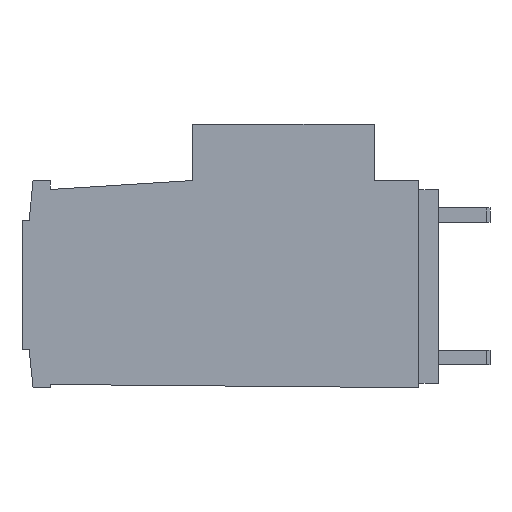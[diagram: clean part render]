
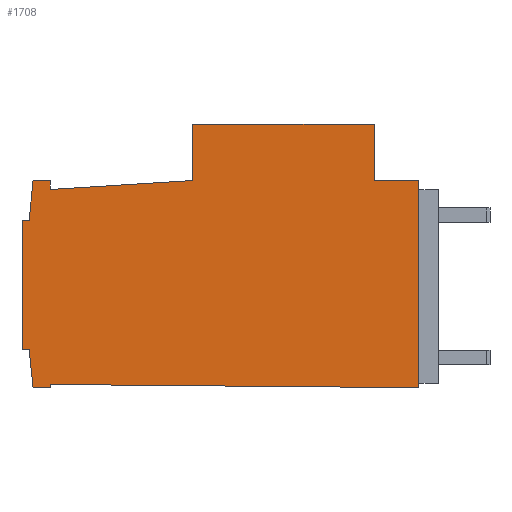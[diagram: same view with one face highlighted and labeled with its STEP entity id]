
A CAD part, left-side view. The second image highlights one B-rep face of the part: STEP entity #1708.
In plain terms, the highlighted planar face has unit normal (-1, 0, 0).
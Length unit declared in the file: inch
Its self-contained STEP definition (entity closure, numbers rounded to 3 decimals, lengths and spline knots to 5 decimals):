
#1=DIRECTION('',(0.,0.,-1.));
#2=VECTOR('',#1,0.582);
#3=CARTESIAN_POINT('',(-0.43,0.055,0.2935));
#4=LINE('',#3,#2);
#5=DIRECTION('',(0.,1.,0.009));
#6=VECTOR('',#5,1.03504);
#7=CARTESIAN_POINT('',(-0.43,0.055,-0.2885));
#8=LINE('',#7,#6);
#9=DIRECTION('',(0.,0.,-1.));
#10=VECTOR('',#9,0.009);
#11=CARTESIAN_POINT('',(-0.43,1.09,-0.2795));
#12=LINE('',#11,#10);
#13=DIRECTION('',(0.,1.,0.));
#14=VECTOR('',#13,0.049);
#15=CARTESIAN_POINT('',(-0.43,1.09,-0.2885));
#16=LINE('',#15,#14);
#17=DIRECTION('',(0.,0.102,0.995));
#18=VECTOR('',#17,0.10756);
#19=CARTESIAN_POINT('',(-0.43,1.139,-0.2885));
#20=LINE('',#19,#18);
#21=DIRECTION('',(0.,1.,0.));
#22=VECTOR('',#21,0.02);
#23=CARTESIAN_POINT('',(-0.43,1.15,-0.1815));
#24=LINE('',#23,#22);
#25=DIRECTION('',(0.,0.,1.));
#26=VECTOR('',#25,0.363);
#27=CARTESIAN_POINT('',(-0.43,1.17,-0.1815));
#28=LINE('',#27,#26);
#29=DIRECTION('',(0.,-1.,0.));
#30=VECTOR('',#29,0.02);
#31=CARTESIAN_POINT('',(-0.43,1.17,0.1815));
#32=LINE('',#31,#30);
#33=DIRECTION('',(0.,-0.098,0.995));
#34=VECTOR('',#33,0.11254);
#35=CARTESIAN_POINT('',(-0.43,1.15,0.1815));
#36=LINE('',#35,#34);
#37=DIRECTION('',(0.,-1.,0.));
#38=VECTOR('',#37,0.049);
#39=CARTESIAN_POINT('',(-0.43,1.139,0.2935));
#40=LINE('',#39,#38);
#41=DIRECTION('',(0.,0.,-1.));
#42=VECTOR('',#41,0.025);
#43=CARTESIAN_POINT('',(-0.43,1.09,0.2935));
#44=LINE('',#43,#42);
#45=DIRECTION('',(0.,-0.998,0.063));
#46=VECTOR('',#45,0.39978);
#47=CARTESIAN_POINT('',(-0.43,1.09,0.2685));
#48=LINE('',#47,#46);
#49=DIRECTION('',(0.,0.,1.));
#50=VECTOR('',#49,0.158);
#51=CARTESIAN_POINT('',(-0.43,0.691,0.2935));
#52=LINE('',#51,#50);
#53=DIRECTION('',(0.,-1.,0.));
#54=VECTOR('',#53,0.511);
#55=CARTESIAN_POINT('',(-0.43,0.691,0.4515));
#56=LINE('',#55,#54);
#57=DIRECTION('',(0.,0.,-1.));
#58=VECTOR('',#57,0.158);
#59=CARTESIAN_POINT('',(-0.43,0.18,0.4515));
#60=LINE('',#59,#58);
#61=DIRECTION('',(0.,-1.,0.));
#62=VECTOR('',#61,0.125);
#63=CARTESIAN_POINT('',(-0.43,0.18,0.2935));
#64=LINE('',#63,#62);
#1269=CARTESIAN_POINT('',(-0.43,0.055,0.2935));
#1270=CARTESIAN_POINT('',(-0.43,0.055,-0.2885));
#1271=VERTEX_POINT('',#1269);
#1272=VERTEX_POINT('',#1270);
#1273=CARTESIAN_POINT('',(-0.43,1.09,-0.2795));
#1274=VERTEX_POINT('',#1273);
#1275=CARTESIAN_POINT('',(-0.43,1.09,-0.2885));
#1276=VERTEX_POINT('',#1275);
#1277=CARTESIAN_POINT('',(-0.43,1.139,-0.2885));
#1278=VERTEX_POINT('',#1277);
#1279=CARTESIAN_POINT('',(-0.43,1.15,-0.1815));
#1280=VERTEX_POINT('',#1279);
#1281=CARTESIAN_POINT('',(-0.43,1.17,-0.1815));
#1282=VERTEX_POINT('',#1281);
#1283=CARTESIAN_POINT('',(-0.43,1.17,0.1815));
#1284=VERTEX_POINT('',#1283);
#1285=CARTESIAN_POINT('',(-0.43,1.15,0.1815));
#1286=VERTEX_POINT('',#1285);
#1287=CARTESIAN_POINT('',(-0.43,1.139,0.2935));
#1288=VERTEX_POINT('',#1287);
#1289=CARTESIAN_POINT('',(-0.43,1.09,0.2935));
#1290=VERTEX_POINT('',#1289);
#1291=CARTESIAN_POINT('',(-0.43,1.09,0.2685));
#1292=VERTEX_POINT('',#1291);
#1293=CARTESIAN_POINT('',(-0.43,0.691,0.2935));
#1294=VERTEX_POINT('',#1293);
#1295=CARTESIAN_POINT('',(-0.43,0.691,0.4515));
#1296=VERTEX_POINT('',#1295);
#1297=CARTESIAN_POINT('',(-0.43,0.18,0.4515));
#1298=VERTEX_POINT('',#1297);
#1299=CARTESIAN_POINT('',(-0.43,0.18,0.2935));
#1300=VERTEX_POINT('',#1299);
#1669=CARTESIAN_POINT('',(-0.43,0.,0.));
#1670=DIRECTION('',(1.,0.,0.));
#1671=DIRECTION('',(0.,0.,-1.));
#1672=AXIS2_PLACEMENT_3D('',#1669,#1670,#1671);
#1673=PLANE('',#1672);
#1675=ORIENTED_EDGE('',*,*,#1674,.T.);
#1677=ORIENTED_EDGE('',*,*,#1676,.T.);
#1679=ORIENTED_EDGE('',*,*,#1678,.T.);
#1681=ORIENTED_EDGE('',*,*,#1680,.T.);
#1683=ORIENTED_EDGE('',*,*,#1682,.T.);
#1685=ORIENTED_EDGE('',*,*,#1684,.T.);
#1687=ORIENTED_EDGE('',*,*,#1686,.T.);
#1689=ORIENTED_EDGE('',*,*,#1688,.T.);
#1691=ORIENTED_EDGE('',*,*,#1690,.T.);
#1693=ORIENTED_EDGE('',*,*,#1692,.T.);
#1695=ORIENTED_EDGE('',*,*,#1694,.T.);
#1697=ORIENTED_EDGE('',*,*,#1696,.T.);
#1699=ORIENTED_EDGE('',*,*,#1698,.T.);
#1701=ORIENTED_EDGE('',*,*,#1700,.T.);
#1703=ORIENTED_EDGE('',*,*,#1702,.T.);
#1705=ORIENTED_EDGE('',*,*,#1704,.T.);
#1706=EDGE_LOOP('',(#1675,#1677,#1679,#1681,#1683,#1685,#1687,#1689,#1691,#1693,
#1695,#1697,#1699,#1701,#1703,#1705));
#1707=FACE_OUTER_BOUND('',#1706,.F.);
#1708=ADVANCED_FACE('',(#1707),#1673,.F.);
#1674=EDGE_CURVE('',#1271,#1272,#4,.T.);
#1676=EDGE_CURVE('',#1272,#1274,#8,.T.);
#1678=EDGE_CURVE('',#1274,#1276,#12,.T.);
#1680=EDGE_CURVE('',#1276,#1278,#16,.T.);
#1682=EDGE_CURVE('',#1278,#1280,#20,.T.);
#1684=EDGE_CURVE('',#1280,#1282,#24,.T.);
#1686=EDGE_CURVE('',#1282,#1284,#28,.T.);
#1688=EDGE_CURVE('',#1284,#1286,#32,.T.);
#1690=EDGE_CURVE('',#1286,#1288,#36,.T.);
#1692=EDGE_CURVE('',#1288,#1290,#40,.T.);
#1694=EDGE_CURVE('',#1290,#1292,#44,.T.);
#1696=EDGE_CURVE('',#1292,#1294,#48,.T.);
#1698=EDGE_CURVE('',#1294,#1296,#52,.T.);
#1700=EDGE_CURVE('',#1296,#1298,#56,.T.);
#1702=EDGE_CURVE('',#1298,#1300,#60,.T.);
#1704=EDGE_CURVE('',#1300,#1271,#64,.T.);
